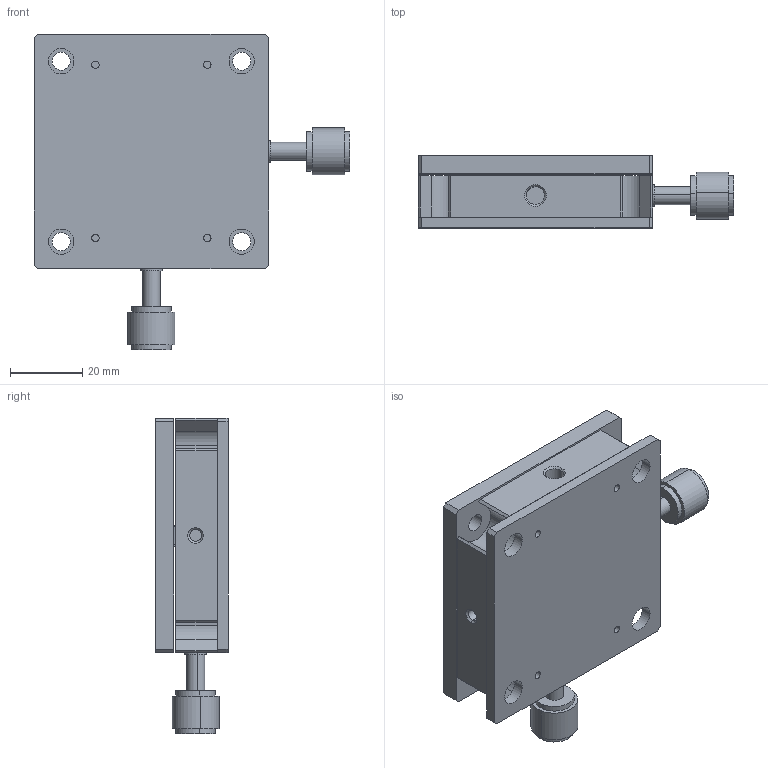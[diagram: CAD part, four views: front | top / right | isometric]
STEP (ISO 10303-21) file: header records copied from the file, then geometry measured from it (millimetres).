
FILE_DESCRIPTION (( 'STEP AP203' ), '1' );
FILE_NAME ('GCM-122101M 三维外形图.STEP', '2017-03-21T02:47:37', ( '' ), ( '' ), 'SwSTEP 2.0', 'SolidWorks 2015', '' );
FILE_SCHEMA (( 'CONFIG_CONTROL_DESIGN' ));
Length unit declared in the file: millimetre
Products named in the file (2): GCM-122101M 三维外形图
Bounding box: 87.5 x 20 x 87.5 mm (x, y, z)
Surface area: 29637.6 mm2 (no closed solid volume)
Topology: 0 solids, 5 shells, 164 faces, 476 edges, 332 vertices
Faces by surface type: cylinder 104, plane 56, cone 4
Entity records: 6149 total; most frequent: CARTESIAN_POINT 1354, DIRECTION 1010, ORIENTED_EDGE 888, EDGE_CURVE 476, AXIS2_PLACEMENT_3D 388, VERTEX_POINT 332, EDGE_LOOP 252, VECTOR 234
